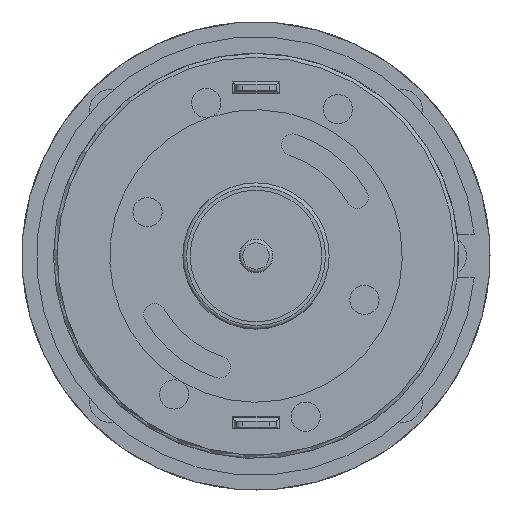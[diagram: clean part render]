
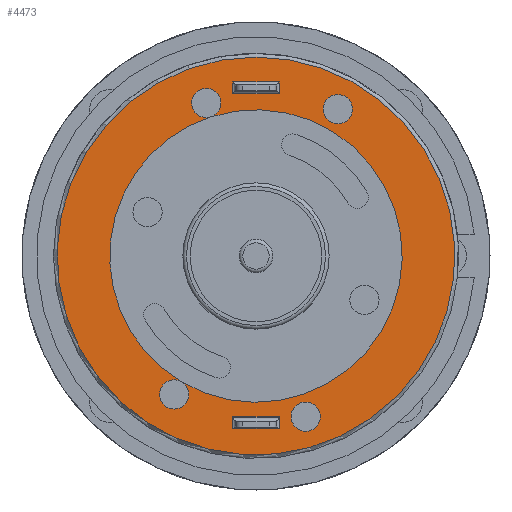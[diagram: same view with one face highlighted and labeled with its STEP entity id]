
A CAD part, front view. The second image highlights one B-rep face of the part: STEP entity #4473.
In plain terms, the highlighted planar face has unit normal (0, -1, 0).
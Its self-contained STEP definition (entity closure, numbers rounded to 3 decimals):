
#113=FACE_BOUND('',#729,.T.);
#114=FACE_BOUND('',#730,.T.);
#115=FACE_BOUND('',#731,.T.);
#116=FACE_BOUND('',#732,.T.);
#117=FACE_BOUND('',#733,.T.);
#223=PLANE('',#5120);
#441=FACE_OUTER_BOUND('',#728,.T.);
#728=EDGE_LOOP('',(#3715,#3716));
#729=EDGE_LOOP('',(#3717));
#730=EDGE_LOOP('',(#3718));
#731=EDGE_LOOP('',(#3719,#3720,#3721,#3722,#3723,#3724));
#732=EDGE_LOOP('',(#3725,#3726,#3727,#3728));
#733=EDGE_LOOP('',(#3729,#3730,#3731,#3732));
#1039=LINE('',#7971,#1331);
#1040=LINE('',#7973,#1332);
#1041=LINE('',#7975,#1333);
#1042=LINE('',#7976,#1334);
#1043=LINE('',#7979,#1335);
#1044=LINE('',#7981,#1336);
#1045=LINE('',#7983,#1337);
#1046=LINE('',#7984,#1338);
#1331=VECTOR('',#6363,10.);
#1332=VECTOR('',#6364,10.);
#1333=VECTOR('',#6365,10.);
#1334=VECTOR('',#6366,10.);
#1335=VECTOR('',#6367,10.);
#1336=VECTOR('',#6368,10.);
#1337=VECTOR('',#6369,10.);
#1338=VECTOR('',#6370,10.);
#1599=CIRCLE('',#5048,1.);
#1601=CIRCLE('',#5051,1.);
#1645=CIRCLE('',#5117,13.6);
#1647=CIRCLE('',#5119,13.6);
#1648=CIRCLE('',#5121,1.);
#1649=CIRCLE('',#5122,1.);
#1650=CIRCLE('',#5123,10.);
#1651=CIRCLE('',#5124,1.);
#1652=CIRCLE('',#5125,10.);
#1653=CIRCLE('',#5126,1.);
#1984=VERTEX_POINT('',#7772);
#1986=VERTEX_POINT('',#7776);
#1988=VERTEX_POINT('',#7781);
#1990=VERTEX_POINT('',#7785);
#2056=VERTEX_POINT('',#7955);
#2057=VERTEX_POINT('',#7956);
#2058=VERTEX_POINT('',#7961);
#2059=VERTEX_POINT('',#7963);
#2060=VERTEX_POINT('',#7969);
#2061=VERTEX_POINT('',#7970);
#2062=VERTEX_POINT('',#7972);
#2063=VERTEX_POINT('',#7974);
#2064=VERTEX_POINT('',#7977);
#2065=VERTEX_POINT('',#7978);
#2066=VERTEX_POINT('',#7980);
#2067=VERTEX_POINT('',#7982);
#2542=EDGE_CURVE('',#1984,#1986,#1599,.T.);
#2546=EDGE_CURVE('',#1988,#1990,#1601,.T.);
#2627=EDGE_CURVE('',#2056,#2057,#1645,.T.);
#2629=EDGE_CURVE('',#2057,#2056,#1647,.T.);
#2630=EDGE_CURVE('',#2058,#2058,#1648,.T.);
#2631=EDGE_CURVE('',#2059,#2059,#1649,.T.);
#2632=EDGE_CURVE('',#1986,#1990,#1650,.T.);
#2633=EDGE_CURVE('',#1990,#1988,#1651,.T.);
#2634=EDGE_CURVE('',#1990,#1986,#1652,.T.);
#2635=EDGE_CURVE('',#1986,#1984,#1653,.T.);
#2636=EDGE_CURVE('',#2060,#2061,#1039,.T.);
#2637=EDGE_CURVE('',#2061,#2062,#1040,.T.);
#2638=EDGE_CURVE('',#2062,#2063,#1041,.T.);
#2639=EDGE_CURVE('',#2063,#2060,#1042,.T.);
#2640=EDGE_CURVE('',#2064,#2065,#1043,.T.);
#2641=EDGE_CURVE('',#2065,#2066,#1044,.T.);
#2642=EDGE_CURVE('',#2066,#2067,#1045,.T.);
#2643=EDGE_CURVE('',#2067,#2064,#1046,.T.);
#3715=ORIENTED_EDGE('',*,*,#2627,.F.);
#3716=ORIENTED_EDGE('',*,*,#2629,.F.);
#3717=ORIENTED_EDGE('',*,*,#2630,.T.);
#3718=ORIENTED_EDGE('',*,*,#2631,.T.);
#3719=ORIENTED_EDGE('',*,*,#2632,.T.);
#3720=ORIENTED_EDGE('',*,*,#2633,.T.);
#3721=ORIENTED_EDGE('',*,*,#2546,.T.);
#3722=ORIENTED_EDGE('',*,*,#2634,.T.);
#3723=ORIENTED_EDGE('',*,*,#2635,.T.);
#3724=ORIENTED_EDGE('',*,*,#2542,.T.);
#3725=ORIENTED_EDGE('',*,*,#2636,.T.);
#3726=ORIENTED_EDGE('',*,*,#2637,.T.);
#3727=ORIENTED_EDGE('',*,*,#2638,.T.);
#3728=ORIENTED_EDGE('',*,*,#2639,.T.);
#3729=ORIENTED_EDGE('',*,*,#2640,.T.);
#3730=ORIENTED_EDGE('',*,*,#2641,.T.);
#3731=ORIENTED_EDGE('',*,*,#2642,.T.);
#3732=ORIENTED_EDGE('',*,*,#2643,.T.);
#4473=ADVANCED_FACE('',(#441,#113,#114,#115,#116,#117),#223,.F.);
#5048=AXIS2_PLACEMENT_3D('',#7778,#6166,#6167);
#5051=AXIS2_PLACEMENT_3D('',#7787,#6174,#6175);
#5117=AXIS2_PLACEMENT_3D('',#7957,#6343,#6344);
#5119=AXIS2_PLACEMENT_3D('',#7959,#6347,#6348);
#5120=AXIS2_PLACEMENT_3D('',#7960,#6349,#6350);
#5121=AXIS2_PLACEMENT_3D('',#7962,#6351,#6352);
#5122=AXIS2_PLACEMENT_3D('',#7964,#6353,#6354);
#5123=AXIS2_PLACEMENT_3D('',#7965,#6355,#6356);
#5124=AXIS2_PLACEMENT_3D('',#7966,#6357,#6358);
#5125=AXIS2_PLACEMENT_3D('',#7967,#6359,#6360);
#5126=AXIS2_PLACEMENT_3D('',#7968,#6361,#6362);
#6166=DIRECTION('center_axis',(0.,1.,0.));
#6167=DIRECTION('ref_axis',(-1.,0.,0.));
#6174=DIRECTION('center_axis',(0.,1.,0.));
#6175=DIRECTION('ref_axis',(-1.,0.,0.));
#6343=DIRECTION('center_axis',(0.,1.,0.));
#6344=DIRECTION('ref_axis',(-0.994,0.,0.108));
#6347=DIRECTION('center_axis',(0.,1.,0.));
#6348=DIRECTION('ref_axis',(-0.994,0.,0.108));
#6349=DIRECTION('center_axis',(0.,1.,0.));
#6350=DIRECTION('ref_axis',(0.,0.,1.));
#6351=DIRECTION('center_axis',(0.,1.,0.));
#6352=DIRECTION('ref_axis',(-1.,0.,0.));
#6353=DIRECTION('center_axis',(0.,1.,0.));
#6354=DIRECTION('ref_axis',(-1.,0.,0.));
#6355=DIRECTION('center_axis',(0.,1.,0.));
#6356=DIRECTION('ref_axis',(-1.,0.,0.));
#6357=DIRECTION('center_axis',(0.,1.,0.));
#6358=DIRECTION('ref_axis',(-1.,0.,0.));
#6359=DIRECTION('center_axis',(0.,1.,0.));
#6360=DIRECTION('ref_axis',(-1.,0.,0.));
#6361=DIRECTION('center_axis',(0.,1.,0.));
#6362=DIRECTION('ref_axis',(-1.,0.,0.));
#6363=DIRECTION('',(0.,0.,-1.));
#6364=DIRECTION('',(-1.,0.,0.));
#6365=DIRECTION('',(0.,0.,1.));
#6366=DIRECTION('',(1.,0.,0.));
#6367=DIRECTION('',(0.,0.,-1.));
#6368=DIRECTION('',(-1.,0.,0.));
#6369=DIRECTION('',(0.,0.,1.));
#6370=DIRECTION('',(1.,0.,0.));
#7772=CARTESIAN_POINT('',(-2.4,0.,10.461));
#7776=CARTESIAN_POINT('',(-3.091,0.,9.51));
#7778=CARTESIAN_POINT('Origin',(-3.4,0.,10.461));
#7781=CARTESIAN_POINT('',(-4.6,0.,-9.468));
#7785=CARTESIAN_POINT('',(-5.091,0.,-8.607));
#7787=CARTESIAN_POINT('Origin',(-5.6,0.,-9.468));
#7955=CARTESIAN_POINT('',(13.52,0.,-1.473));
#7956=CARTESIAN_POINT('',(0.,0.,13.6));
#7957=CARTESIAN_POINT('Origin',(0.,0.,0.));
#7959=CARTESIAN_POINT('Origin',(0.,0.,0.));
#7960=CARTESIAN_POINT('Origin',(0.,0.,0.));
#7961=CARTESIAN_POINT('',(6.6,0.,10.044));
#7962=CARTESIAN_POINT('Origin',(5.6,0.,10.044));
#7963=CARTESIAN_POINT('',(4.4,0.,-10.986));
#7964=CARTESIAN_POINT('Origin',(3.4,0.,-10.986));
#7965=CARTESIAN_POINT('Origin',(0.,0.,0.));
#7966=CARTESIAN_POINT('Origin',(-5.6,0.,-9.468));
#7967=CARTESIAN_POINT('Origin',(0.,0.,0.));
#7968=CARTESIAN_POINT('Origin',(-3.4,0.,10.461));
#7969=CARTESIAN_POINT('',(1.6,0.,11.9));
#7970=CARTESIAN_POINT('',(1.6,0.,11.1));
#7971=CARTESIAN_POINT('',(1.6,0.,5.55));
#7972=CARTESIAN_POINT('',(-1.6,0.,11.1));
#7973=CARTESIAN_POINT('',(-0.8,0.,11.1));
#7974=CARTESIAN_POINT('',(-1.6,0.,11.9));
#7975=CARTESIAN_POINT('',(-1.6,0.,5.95));
#7976=CARTESIAN_POINT('',(0.8,0.,11.9));
#7977=CARTESIAN_POINT('',(1.6,0.,-11.));
#7978=CARTESIAN_POINT('',(1.6,0.,-11.8));
#7979=CARTESIAN_POINT('',(1.6,0.,-5.9));
#7980=CARTESIAN_POINT('',(-1.6,0.,-11.8));
#7981=CARTESIAN_POINT('',(-0.8,0.,-11.8));
#7982=CARTESIAN_POINT('',(-1.6,0.,-11.));
#7983=CARTESIAN_POINT('',(-1.6,0.,-5.5));
#7984=CARTESIAN_POINT('',(0.8,0.,-11.));
